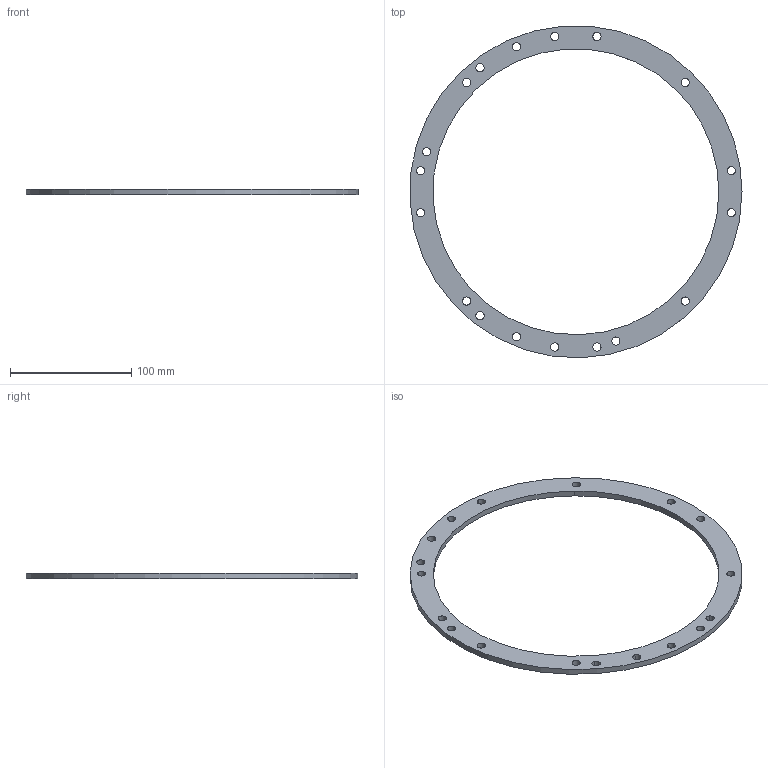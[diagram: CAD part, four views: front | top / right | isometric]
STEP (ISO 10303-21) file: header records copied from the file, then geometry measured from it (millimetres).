
FILE_DESCRIPTION(('CATIA V5 STEP Exchange'),'2;1');
FILE_NAME('BottomPlate.stp','2024-08-25T11:03:50+00:00',('none'),('none'),'CATIA Version 5-6 Release 2019 SP6','CATIA V5 STEP AP203 v1','none');
FILE_SCHEMA(('CONFIG_CONTROL_DESIGN'));
Length unit declared in the file: millimetre
Products named in the file (1): BottomPlate
Bounding box: 273.61 x 273.3 x 4.76 mm (x, y, z)
Volume: 69539.6 mm3; surface area: 38646 mm2
Topology: 1 solids, 1 shells, 42 faces, 120 edges, 80 vertices
Faces by surface type: cylinder 40, plane 2
Entity records: 1371 total; most frequent: ORIENTED_EDGE 240, CARTESIAN_POINT 225, DIRECTION 168, EDGE_CURVE 120, AXIS2_PLACEMENT_3D 105, CIRCLE 80, EDGE_LOOP 80, VERTEX_POINT 80
